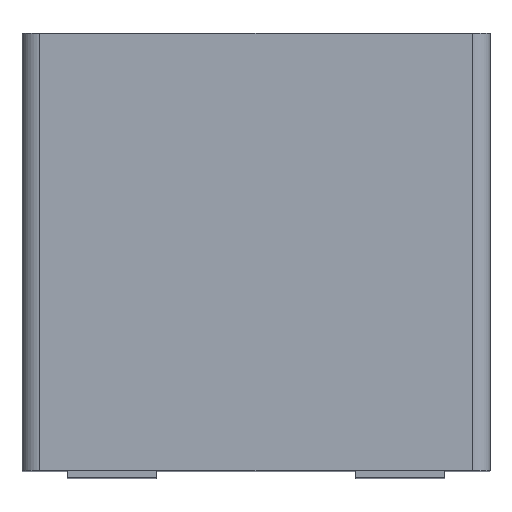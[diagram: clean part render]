
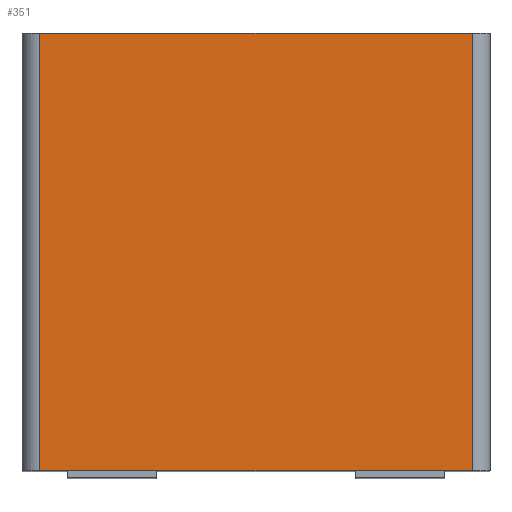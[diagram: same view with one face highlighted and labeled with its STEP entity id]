
A CAD part, top view. The second image highlights one B-rep face of the part: STEP entity #351.
In plain terms, the highlighted planar face has unit normal (0, 0, 1).
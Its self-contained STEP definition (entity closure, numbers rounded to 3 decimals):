
#22 = FACE_OUTER_BOUND ( 'NONE', #1154, .T. ) ;
#62 = CARTESIAN_POINT ( 'NONE',  ( -3.03, 0., 3.38 ) ) ;
#351 = ADVANCED_FACE ( 'NONE', ( #22 ), #1140, .F. ) ;
#389 = VERTEX_POINT ( 'NONE', #950 ) ;
#416 = LINE ( 'NONE', #2454, #978 ) ;
#438 = DIRECTION ( 'NONE',  ( 1., 0., 0. ) ) ;
#487 = LINE ( 'NONE', #819, #1512 ) ;
#552 = CARTESIAN_POINT ( 'NONE',  ( -3.03, 6.13, 3.38 ) ) ;
#664 = VERTEX_POINT ( 'NONE', #1453 ) ;
#748 = DIRECTION ( 'NONE',  ( -1., 0., 0. ) ) ;
#819 = CARTESIAN_POINT ( 'NONE',  ( -3.03, 6.13, 3.38 ) ) ;
#834 = ORIENTED_EDGE ( 'NONE', *, *, #2527, .F. ) ;
#906 = VECTOR ( 'NONE', #2512, 1000. ) ;
#950 = CARTESIAN_POINT ( 'NONE',  ( 3.03, 0., 3.38 ) ) ;
#978 = VECTOR ( 'NONE', #1378, 1000. ) ;
#1057 = ORIENTED_EDGE ( 'NONE', *, *, #2118, .F. ) ;
#1066 = ORIENTED_EDGE ( 'NONE', *, *, #2513, .F. ) ;
#1140 = PLANE ( 'NONE',  #2127 ) ;
#1154 = EDGE_LOOP ( 'NONE', ( #1057, #1066, #834, #2682 ) ) ;
#1192 = VERTEX_POINT ( 'NONE', #552 ) ;
#1318 = VECTOR ( 'NONE', #438, 1000. ) ;
#1321 = EDGE_CURVE ( 'NONE', #389, #1335, #416, .T. ) ;
#1335 = VERTEX_POINT ( 'NONE', #62 ) ;
#1378 = DIRECTION ( 'NONE',  ( -1., 0., 0. ) ) ;
#1407 = DIRECTION ( 'NONE',  ( 0., 1., 0. ) ) ;
#1453 = CARTESIAN_POINT ( 'NONE',  ( 3.03, 6.13, 3.38 ) ) ;
#1512 = VECTOR ( 'NONE', #1407, 1000. ) ;
#1957 = CARTESIAN_POINT ( 'NONE',  ( 3.28, 6.13, 3.38 ) ) ;
#2118 = EDGE_CURVE ( 'NONE', #664, #389, #2173, .T. ) ;
#2127 = AXIS2_PLACEMENT_3D ( 'NONE', #2657, #2238, #748 ) ;
#2173 = LINE ( 'NONE', #2260, #906 ) ;
#2238 = DIRECTION ( 'NONE',  ( 0., 0., -1. ) ) ;
#2260 = CARTESIAN_POINT ( 'NONE',  ( 3.03, 6.13, 3.38 ) ) ;
#2454 = CARTESIAN_POINT ( 'NONE',  ( -3.28, 0., 3.38 ) ) ;
#2459 = LINE ( 'NONE', #1957, #1318 ) ;
#2512 = DIRECTION ( 'NONE',  ( 0., -1., 0. ) ) ;
#2513 = EDGE_CURVE ( 'NONE', #1192, #664, #2459, .T. ) ;
#2527 = EDGE_CURVE ( 'NONE', #1335, #1192, #487, .T. ) ;
#2657 = CARTESIAN_POINT ( 'NONE',  ( -3.28, 6.13, 3.38 ) ) ;
#2682 = ORIENTED_EDGE ( 'NONE', *, *, #1321, .F. ) ;
